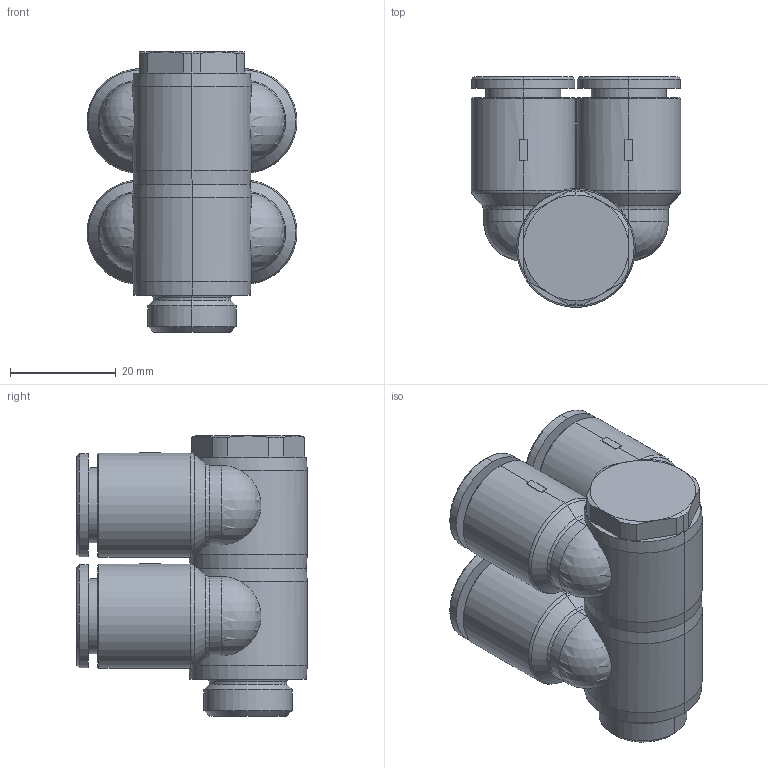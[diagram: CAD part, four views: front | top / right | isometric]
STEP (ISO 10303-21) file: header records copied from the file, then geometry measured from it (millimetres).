
FILE_DESCRIPTION((''),'2;1');
FILE_NAME('GPA_12G03(2)(3D).stp','2012-12-20T10:56:41',(''),(''),'Mechanical Desktop.R8.0.24.0','Mechanical Desktop.R8.0.24.0',', , ');
FILE_SCHEMA(('CONFIG_CONTROL_DESIGN'));
Length unit declared in the file: millimetre
Products named in the file (2): GPA_12G03(2)(3D); 睡ヶ1
Assembly tree (1 placements, depth 2):
  GPA_12G03(2)(3D)
    睡ヶ1
Bounding box: 39.7 x 43.6 x 53 mm (x, y, z)
Volume: 33924.4 mm3; surface area: 22050.7 mm2
Topology: 1 solids, 1 shells, 1590 faces, 4494 edges, 2953 vertices
Faces by surface type: plane 1382, cone 80, cylinder 76, bspline 32, torus 12, sphere 8
Entity records: 51541 total; most frequent: CARTESIAN_POINT 10389, ORIENTED_EDGE 8968, DIRECTION 7772, EDGE_CURVE 4484, VECTOR 4092, LINE 4092, VERTEX_POINT 2953, AXIS2_PLACEMENT_3D 1840
